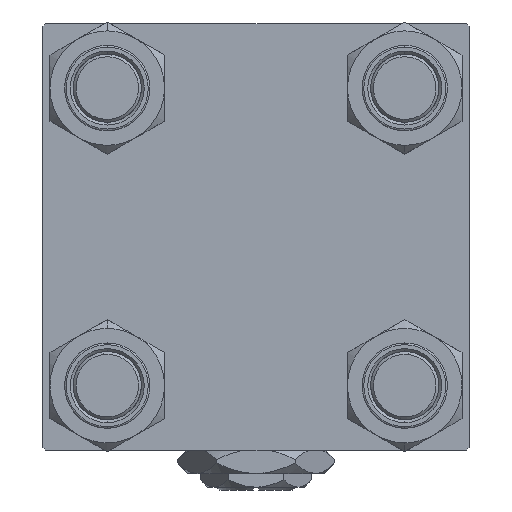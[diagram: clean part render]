
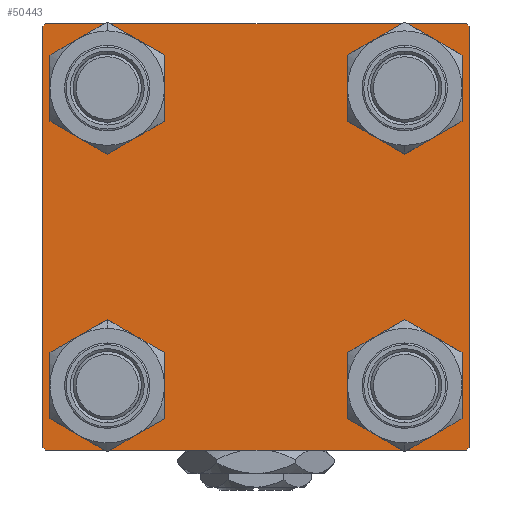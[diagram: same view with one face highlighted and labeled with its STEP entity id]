
A CAD part, left-side view. The second image highlights one B-rep face of the part: STEP entity #50443.
In plain terms, the highlighted planar face has unit normal (-1, 0, 0).
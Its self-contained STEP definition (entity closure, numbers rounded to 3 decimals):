
#733 = VECTOR ( 'NONE', #25076, 1000. ) ;
#1173 = CIRCLE ( 'NONE', #12138, 6.5 ) ;
#1874 = EDGE_LOOP ( 'NONE', ( #42972, #23644 ) ) ;
#1882 = PLANE ( 'NONE',  #41000 ) ;
#2061 = VERTEX_POINT ( 'NONE', #44765 ) ;
#2438 = EDGE_CURVE ( 'NONE', #20181, #37642, #7713, .T. ) ;
#3019 = CARTESIAN_POINT ( 'NONE',  ( 0., 37., -37.5 ) ) ;
#3188 = DIRECTION ( 'NONE',  ( 0., 0.707, 0.707 ) ) ;
#3521 = VERTEX_POINT ( 'NONE', #49923 ) ;
#3560 = CARTESIAN_POINT ( 'NONE',  ( 0., 26.15, 19.65 ) ) ;
#3621 = ORIENTED_EDGE ( 'NONE', *, *, #2438, .T. ) ;
#3682 = VECTOR ( 'NONE', #25145, 1000. ) ;
#3686 = CARTESIAN_POINT ( 'NONE',  ( 0., 37.25, -37.25 ) ) ;
#3870 = VERTEX_POINT ( 'NONE', #46563 ) ;
#4083 = EDGE_LOOP ( 'NONE', ( #31922, #7990, #8202, #3621, #51277, #22401, #39752, #13569 ) ) ;
#4421 = EDGE_CURVE ( 'NONE', #33595, #12933, #23228, .T. ) ;
#4503 = CIRCLE ( 'NONE', #7878, 6.5 ) ;
#5116 = EDGE_CURVE ( 'NONE', #3521, #21290, #37282, .T. ) ;
#5153 = VECTOR ( 'NONE', #44699, 1000. ) ;
#6030 = VECTOR ( 'NONE', #19775, 1000. ) ;
#6359 = FACE_BOUND ( 'NONE', #49457, .T. ) ;
#6379 = EDGE_CURVE ( 'NONE', #21290, #3521, #16222, .T. ) ;
#7434 = CARTESIAN_POINT ( 'NONE',  ( 0., -26.15, 26.15 ) ) ;
#7713 = LINE ( 'NONE', #19587, #5153 ) ;
#7878 = AXIS2_PLACEMENT_3D ( 'NONE', #35327, #27413, #39829 ) ;
#7928 = VERTEX_POINT ( 'NONE', #26868 ) ;
#7990 = ORIENTED_EDGE ( 'NONE', *, *, #4421, .T. ) ;
#8202 = ORIENTED_EDGE ( 'NONE', *, *, #40627, .T. ) ;
#8402 = DIRECTION ( 'NONE',  ( 0., 0.707, -0.707 ) ) ;
#8548 = CARTESIAN_POINT ( 'NONE',  ( 0., -37.5, -37. ) ) ;
#8646 = ORIENTED_EDGE ( 'NONE', *, *, #36652, .T. ) ;
#8665 = ORIENTED_EDGE ( 'NONE', *, *, #6379, .T. ) ;
#8724 = CIRCLE ( 'NONE', #15467, 6.5 ) ;
#8820 = EDGE_CURVE ( 'NONE', #29623, #37642, #11045, .T. ) ;
#8888 = EDGE_CURVE ( 'NONE', #2061, #17841, #4503, .T. ) ;
#8918 = VECTOR ( 'NONE', #8402, 1000. ) ;
#9101 = EDGE_CURVE ( 'NONE', #39551, #10887, #8724, .T. ) ;
#9196 = LINE ( 'NONE', #25282, #8918 ) ;
#9218 = LINE ( 'NONE', #12659, #50080 ) ;
#9848 = CARTESIAN_POINT ( 'NONE',  ( 0., 26.15, 26.15 ) ) ;
#10887 = VERTEX_POINT ( 'NONE', #3560 ) ;
#11045 = LINE ( 'NONE', #31356, #50910 ) ;
#11611 = CARTESIAN_POINT ( 'NONE',  ( 0., 37., 37.5 ) ) ;
#12138 = AXIS2_PLACEMENT_3D ( 'NONE', #44702, #16957, #20659 ) ;
#12659 = CARTESIAN_POINT ( 'NONE',  ( 0., 37.5, 37.5 ) ) ;
#12933 = VERTEX_POINT ( 'NONE', #3019 ) ;
#13290 = CARTESIAN_POINT ( 'NONE',  ( 0., 37.5, -37.5 ) ) ;
#13329 = CARTESIAN_POINT ( 'NONE',  ( 0., -37., 37.5 ) ) ;
#13569 = ORIENTED_EDGE ( 'NONE', *, *, #17681, .T. ) ;
#14175 = ORIENTED_EDGE ( 'NONE', *, *, #45795, .T. ) ;
#14403 = EDGE_LOOP ( 'NONE', ( #50658, #8646 ) ) ;
#14570 = CARTESIAN_POINT ( 'NONE',  ( 0., -37., -37.5 ) ) ;
#14847 = DIRECTION ( 'NONE',  ( 1., 0., 0. ) ) ;
#15467 = AXIS2_PLACEMENT_3D ( 'NONE', #22599, #31571, #43201 ) ;
#16222 = CIRCLE ( 'NONE', #23821, 6.5 ) ;
#16463 = DIRECTION ( 'NONE',  ( 0., 0., 1. ) ) ;
#16957 = DIRECTION ( 'NONE',  ( 1., 0., 0. ) ) ;
#17487 = CARTESIAN_POINT ( 'NONE',  ( 0., -26.15, -19.65 ) ) ;
#17498 = CARTESIAN_POINT ( 'NONE',  ( 0., 26.15, -26.15 ) ) ;
#17681 = EDGE_CURVE ( 'NONE', #39806, #7928, #9196, .T. ) ;
#17841 = VERTEX_POINT ( 'NONE', #20684 ) ;
#18041 = AXIS2_PLACEMENT_3D ( 'NONE', #17498, #49495, #16463 ) ;
#19587 = CARTESIAN_POINT ( 'NONE',  ( 0., -37.25, -37.25 ) ) ;
#19775 = DIRECTION ( 'NONE',  ( 0., -0.707, -0.707 ) ) ;
#19793 = CARTESIAN_POINT ( 'NONE',  ( 0., -37.25, 37.25 ) ) ;
#20181 = VERTEX_POINT ( 'NONE', #14570 ) ;
#20659 = DIRECTION ( 'NONE',  ( 0., 0., 1. ) ) ;
#20684 = CARTESIAN_POINT ( 'NONE',  ( 0., 26.15, -19.65 ) ) ;
#21290 = VERTEX_POINT ( 'NONE', #17487 ) ;
#21437 = CARTESIAN_POINT ( 'NONE',  ( 0., 0., 0. ) ) ;
#21941 = DIRECTION ( 'NONE',  ( -1., 0., 0. ) ) ;
#22006 = LINE ( 'NONE', #19793, #45455 ) ;
#22401 = ORIENTED_EDGE ( 'NONE', *, *, #25817, .T. ) ;
#22599 = CARTESIAN_POINT ( 'NONE',  ( 0., 26.15, 26.15 ) ) ;
#23228 = LINE ( 'NONE', #3686, #6030 ) ;
#23644 = ORIENTED_EDGE ( 'NONE', *, *, #8888, .T. ) ;
#23821 = AXIS2_PLACEMENT_3D ( 'NONE', #42626, #43394, #26743 ) ;
#25076 = DIRECTION ( 'NONE',  ( 0., 0., -1. ) ) ;
#25145 = DIRECTION ( 'NONE',  ( 0., -1., 0. ) ) ;
#25282 = CARTESIAN_POINT ( 'NONE',  ( 0., 37.25, 37.25 ) ) ;
#25817 = EDGE_CURVE ( 'NONE', #29623, #44878, #22006, .T. ) ;
#25900 = FACE_BOUND ( 'NONE', #14403, .T. ) ;
#25906 = EDGE_CURVE ( 'NONE', #7928, #33595, #45180, .T. ) ;
#26743 = DIRECTION ( 'NONE',  ( 0., 0., 1. ) ) ;
#26868 = CARTESIAN_POINT ( 'NONE',  ( 0., 37.5, 37. ) ) ;
#27139 = DIRECTION ( 'NONE',  ( 0., 0., -1. ) ) ;
#27192 = DIRECTION ( 'NONE',  ( 1., 0., 0. ) ) ;
#27413 = DIRECTION ( 'NONE',  ( 1., 0., 0. ) ) ;
#28017 = DIRECTION ( 'NONE',  ( 1., 0., 0. ) ) ;
#29360 = FACE_BOUND ( 'NONE', #47659, .T. ) ;
#29623 = VERTEX_POINT ( 'NONE', #41818 ) ;
#30926 = DIRECTION ( 'NONE',  ( 0., 0., 1. ) ) ;
#31312 = AXIS2_PLACEMENT_3D ( 'NONE', #37106, #27192, #39104 ) ;
#31327 = AXIS2_PLACEMENT_3D ( 'NONE', #9848, #14847, #30926 ) ;
#31356 = CARTESIAN_POINT ( 'NONE',  ( 0., -37.5, 37.5 ) ) ;
#31571 = DIRECTION ( 'NONE',  ( 1., 0., 0. ) ) ;
#31824 = VERTEX_POINT ( 'NONE', #44879 ) ;
#31922 = ORIENTED_EDGE ( 'NONE', *, *, #25906, .T. ) ;
#31985 = DIRECTION ( 'NONE',  ( 0., 0., 1. ) ) ;
#33328 = FACE_OUTER_BOUND ( 'NONE', #4083, .T. ) ;
#33595 = VERTEX_POINT ( 'NONE', #41432 ) ;
#33746 = ORIENTED_EDGE ( 'NONE', *, *, #5116, .T. ) ;
#34884 = CIRCLE ( 'NONE', #41667, 6.5 ) ;
#35327 = CARTESIAN_POINT ( 'NONE',  ( 0., 26.15, -26.15 ) ) ;
#35431 = DIRECTION ( 'NONE',  ( 0., -1., 0. ) ) ;
#36022 = ORIENTED_EDGE ( 'NONE', *, *, #45646, .T. ) ;
#36652 = EDGE_CURVE ( 'NONE', #10887, #39551, #40652, .T. ) ;
#37106 = CARTESIAN_POINT ( 'NONE',  ( 0., -26.15, -26.15 ) ) ;
#37282 = CIRCLE ( 'NONE', #31312, 6.5 ) ;
#37642 = VERTEX_POINT ( 'NONE', #8548 ) ;
#39104 = DIRECTION ( 'NONE',  ( 0., 0., 1. ) ) ;
#39551 = VERTEX_POINT ( 'NONE', #47088 ) ;
#39752 = ORIENTED_EDGE ( 'NONE', *, *, #44298, .F. ) ;
#39806 = VERTEX_POINT ( 'NONE', #11611 ) ;
#39829 = DIRECTION ( 'NONE',  ( 0., 0., 1. ) ) ;
#40627 = EDGE_CURVE ( 'NONE', #12933, #20181, #49214, .T. ) ;
#40652 = CIRCLE ( 'NONE', #31327, 6.5 ) ;
#41000 = AXIS2_PLACEMENT_3D ( 'NONE', #21437, #21941, #49471 ) ;
#41420 = EDGE_CURVE ( 'NONE', #17841, #2061, #51795, .T. ) ;
#41432 = CARTESIAN_POINT ( 'NONE',  ( 0., 37.5, -37. ) ) ;
#41667 = AXIS2_PLACEMENT_3D ( 'NONE', #7434, #28017, #31985 ) ;
#41818 = CARTESIAN_POINT ( 'NONE',  ( 0., -37.5, 37. ) ) ;
#42291 = FACE_BOUND ( 'NONE', #1874, .T. ) ;
#42626 = CARTESIAN_POINT ( 'NONE',  ( 0., -26.15, -26.15 ) ) ;
#42972 = ORIENTED_EDGE ( 'NONE', *, *, #41420, .T. ) ;
#43201 = DIRECTION ( 'NONE',  ( 0., 0., 1. ) ) ;
#43394 = DIRECTION ( 'NONE',  ( 1., 0., 0. ) ) ;
#44298 = EDGE_CURVE ( 'NONE', #39806, #44878, #9218, .T. ) ;
#44639 = CARTESIAN_POINT ( 'NONE',  ( 0., 37.5, 37.5 ) ) ;
#44699 = DIRECTION ( 'NONE',  ( 0., -0.707, 0.707 ) ) ;
#44702 = CARTESIAN_POINT ( 'NONE',  ( 0., -26.15, 26.15 ) ) ;
#44765 = CARTESIAN_POINT ( 'NONE',  ( 0., 26.15, -32.65 ) ) ;
#44878 = VERTEX_POINT ( 'NONE', #13329 ) ;
#44879 = CARTESIAN_POINT ( 'NONE',  ( 0., -26.15, 19.65 ) ) ;
#45180 = LINE ( 'NONE', #44639, #733 ) ;
#45455 = VECTOR ( 'NONE', #3188, 1000. ) ;
#45646 = EDGE_CURVE ( 'NONE', #3870, #31824, #34884, .T. ) ;
#45795 = EDGE_CURVE ( 'NONE', #31824, #3870, #1173, .T. ) ;
#46563 = CARTESIAN_POINT ( 'NONE',  ( 0., -26.15, 32.65 ) ) ;
#47088 = CARTESIAN_POINT ( 'NONE',  ( 0., 26.15, 32.65 ) ) ;
#47659 = EDGE_LOOP ( 'NONE', ( #36022, #14175 ) ) ;
#49214 = LINE ( 'NONE', #13290, #3682 ) ;
#49457 = EDGE_LOOP ( 'NONE', ( #8665, #33746 ) ) ;
#49471 = DIRECTION ( 'NONE',  ( 0., 0., 1. ) ) ;
#49495 = DIRECTION ( 'NONE',  ( 1., 0., 0. ) ) ;
#49923 = CARTESIAN_POINT ( 'NONE',  ( 0., -26.15, -32.65 ) ) ;
#50080 = VECTOR ( 'NONE', #35431, 1000. ) ;
#50443 = ADVANCED_FACE ( 'NONE', ( #29360, #6359, #42291, #25900, #33328 ), #1882, .T. ) ;
#50658 = ORIENTED_EDGE ( 'NONE', *, *, #9101, .T. ) ;
#50910 = VECTOR ( 'NONE', #27139, 1000. ) ;
#51277 = ORIENTED_EDGE ( 'NONE', *, *, #8820, .F. ) ;
#51795 = CIRCLE ( 'NONE', #18041, 6.5 ) ;
